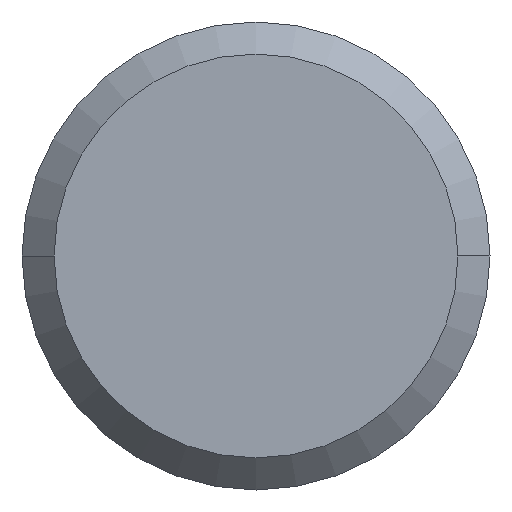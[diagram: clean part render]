
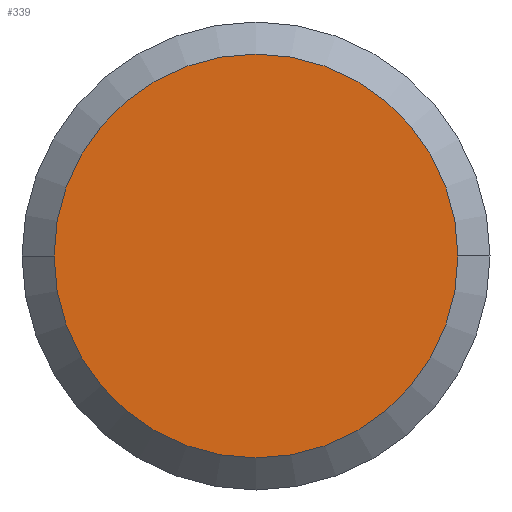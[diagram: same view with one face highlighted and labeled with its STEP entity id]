
A CAD part, left-side view. The second image highlights one B-rep face of the part: STEP entity #339.
In plain terms, the highlighted planar face has unit normal (-1, 0, 0).
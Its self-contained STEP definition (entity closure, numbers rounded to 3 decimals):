
#48 = AXIS2_PLACEMENT_3D ( 'NONE', #96, #94, #362 ) ;
#54 = ORIENTED_EDGE ( 'NONE', *, *, #228, .F. ) ;
#59 = CARTESIAN_POINT ( 'NONE',  ( 0., 0., 0. ) ) ;
#83 = CARTESIAN_POINT ( 'NONE',  ( 0., -4.794, 0. ) ) ;
#87 = AXIS2_PLACEMENT_3D ( 'NONE', #59, #324, #130 ) ;
#94 = DIRECTION ( 'NONE',  ( 1., 0., 0. ) ) ;
#96 = CARTESIAN_POINT ( 'NONE',  ( 0., 0., 0. ) ) ;
#109 = CIRCLE ( 'NONE', #48, 4.794 ) ;
#129 = EDGE_CURVE ( 'NONE', #416, #217, #109, .T. ) ;
#130 = DIRECTION ( 'NONE',  ( 0., -1., 0. ) ) ;
#133 = CARTESIAN_POINT ( 'NONE',  ( 0., 4.794, 0. ) ) ;
#143 = EDGE_LOOP ( 'NONE', ( #359, #54 ) ) ;
#183 = AXIS2_PLACEMENT_3D ( 'NONE', #198, #197, #351 ) ;
#197 = DIRECTION ( 'NONE',  ( 1., 0., 0. ) ) ;
#198 = CARTESIAN_POINT ( 'NONE',  ( 0., 0., 0. ) ) ;
#217 = VERTEX_POINT ( 'NONE', #83 ) ;
#228 = EDGE_CURVE ( 'NONE', #217, #416, #233, .T. ) ;
#233 = CIRCLE ( 'NONE', #183, 4.794 ) ;
#237 = FACE_OUTER_BOUND ( 'NONE', #143, .T. ) ;
#263 = PLANE ( 'NONE',  #87 ) ;
#324 = DIRECTION ( 'NONE',  ( -1., 0., 0. ) ) ;
#339 = ADVANCED_FACE ( 'NONE', ( #237 ), #263, .T. ) ;
#351 = DIRECTION ( 'NONE',  ( 0., 1., 0. ) ) ;
#359 = ORIENTED_EDGE ( 'NONE', *, *, #129, .F. ) ;
#362 = DIRECTION ( 'NONE',  ( 0., 1., 0. ) ) ;
#416 = VERTEX_POINT ( 'NONE', #133 ) ;
